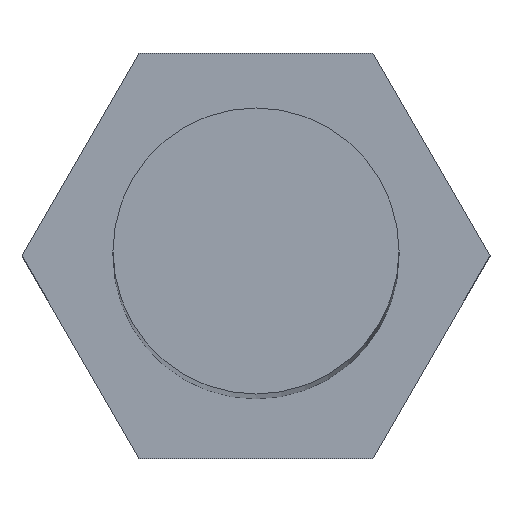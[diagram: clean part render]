
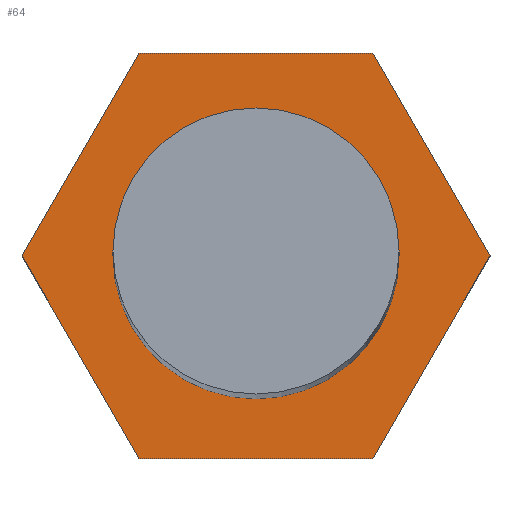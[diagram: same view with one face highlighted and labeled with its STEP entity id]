
A CAD part, top view. The second image highlights one B-rep face of the part: STEP entity #64.
In plain terms, the highlighted planar face has unit normal (0, 0, 1).
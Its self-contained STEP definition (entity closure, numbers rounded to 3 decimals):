
#64=ADVANCED_FACE('',(#125,#126),#127,.T.);
#125=FACE_BOUND('',#180,.T.);
#126=FACE_OUTER_BOUND('',#181,.T.);
#127=PLANE('',#182);
#180=EDGE_LOOP('',(#289,#290));
#181=EDGE_LOOP('',(#291,#292,#293,#294,#295,#296));
#182=AXIS2_PLACEMENT_3D('',#297,#298,#299);
#289=ORIENTED_EDGE('',*,*,#331,.T.);
#290=ORIENTED_EDGE('',*,*,#326,.T.);
#291=ORIENTED_EDGE('',*,*,#358,.T.);
#292=ORIENTED_EDGE('',*,*,#343,.T.);
#293=ORIENTED_EDGE('',*,*,#347,.T.);
#294=ORIENTED_EDGE('',*,*,#350,.T.);
#295=ORIENTED_EDGE('',*,*,#353,.T.);
#296=ORIENTED_EDGE('',*,*,#356,.T.);
#297=CARTESIAN_POINT('',(0.,0.0,28.0));
#298=DIRECTION('',(0.0,-0.0,1.0));
#299=DIRECTION('',(0.0,1.0,0.0));
#326=EDGE_CURVE('',#381,#378,#382,.T.);
#331=EDGE_CURVE('',#378,#381,#388,.T.);
#343=EDGE_CURVE('',#407,#405,#408,.T.);
#347=EDGE_CURVE('',#405,#411,#413,.T.);
#350=EDGE_CURVE('',#411,#415,#417,.T.);
#353=EDGE_CURVE('',#415,#419,#421,.T.);
#356=EDGE_CURVE('',#419,#423,#425,.T.);
#358=EDGE_CURVE('',#423,#407,#427,.T.);
#378=VERTEX_POINT('',#449);
#381=VERTEX_POINT('',#453);
#382=CIRCLE('',#454,6.0);
#388=CIRCLE('',#461,6.0);
#405=VERTEX_POINT('',#484);
#407=VERTEX_POINT('',#487);
#408=LINE('',#488,#489);
#411=VERTEX_POINT('',#493);
#413=LINE('',#496,#497);
#415=VERTEX_POINT('',#499);
#417=LINE('',#502,#503);
#419=VERTEX_POINT('',#505);
#421=LINE('',#508,#509);
#423=VERTEX_POINT('',#511);
#425=LINE('',#514,#515);
#427=LINE('',#517,#518);
#449=CARTESIAN_POINT('',(6.0,0.0,28.0));
#453=CARTESIAN_POINT('',(-6.0,0.,28.0));
#454=AXIS2_PLACEMENT_3D('',#539,#540,#541);
#461=AXIS2_PLACEMENT_3D('',#549,#550,#551);
#484=CARTESIAN_POINT('',(-9.815,0.0,28.0));
#487=CARTESIAN_POINT('',(-4.907,8.5,28.0));
#488=CARTESIAN_POINT('',(-4.907,8.5,28.0));
#489=VECTOR('',#562,1.0);
#493=CARTESIAN_POINT('',(-4.907,-8.5,28.0));
#496=CARTESIAN_POINT('',(-9.815,0.0,28.0));
#497=VECTOR('',#565,1.0);
#499=CARTESIAN_POINT('',(4.907,-8.5,28.0));
#502=CARTESIAN_POINT('',(-4.907,-8.5,28.0));
#503=VECTOR('',#567,1.0);
#505=CARTESIAN_POINT('',(9.815,0.0,28.0));
#508=CARTESIAN_POINT('',(4.907,-8.5,28.0));
#509=VECTOR('',#569,1.0);
#511=CARTESIAN_POINT('',(4.907,8.5,28.0));
#514=CARTESIAN_POINT('',(9.815,0.0,28.0));
#515=VECTOR('',#571,1.0);
#517=CARTESIAN_POINT('',(0.0,8.5,28.0));
#518=VECTOR('',#572,1.0);
#539=CARTESIAN_POINT('',(0.0,0.0,28.0));
#540=DIRECTION('',(0.0,0.0,-1.0));
#541=DIRECTION('',(1.0,0.0,0.0));
#549=CARTESIAN_POINT('',(0.0,0.0,28.0));
#550=DIRECTION('',(0.0,0.0,-1.0));
#551=DIRECTION('',(1.0,0.0,0.0));
#562=DIRECTION('',(-0.5,-0.866,0.0));
#565=DIRECTION('',(0.5,-0.866,0.0));
#567=DIRECTION('',(1.0,0.0,0.0));
#569=DIRECTION('',(0.5,0.866,0.0));
#571=DIRECTION('',(-0.5,0.866,0.0));
#572=DIRECTION('',(-1.0,0.0,0.0));
